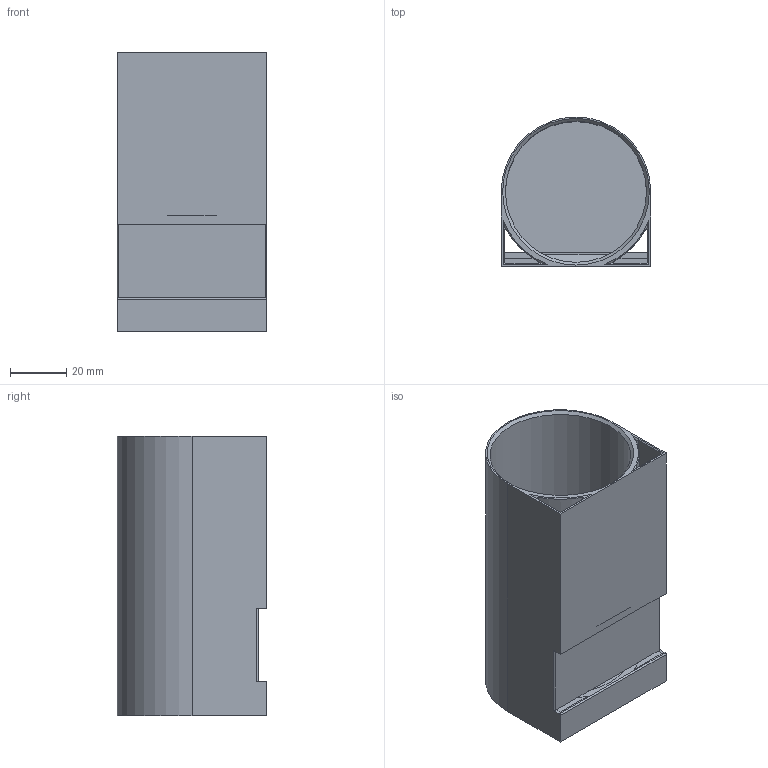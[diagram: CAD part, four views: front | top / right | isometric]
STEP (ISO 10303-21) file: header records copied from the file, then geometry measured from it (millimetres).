
FILE_DESCRIPTION(('HOOPS Exchange Step'),'2;1');
FILE_NAME('temp_export','2024-06-19T22:53:11+20:00',('vinesh'),('Shapr3D Limited'),'HOOPS Exchange 2024.2','Shapr3D','Authorized');
FILE_SCHEMA( ('AUTOMOTIVE_DESIGN { 1 0 10303 214 1 1 1 1 }') );
Length unit declared in the file: millimetre
Products named in the file (2): Desk Pencil-Marker Holder.step; root
Assembly tree (1 placements, depth 2):
  root
    Desk Pencil-Marker Holder.step
Bounding box: 53.02 x 53 x 99 mm (x, y, z)
Volume: 46074.8 mm3; surface area: 47499.1 mm2
Topology: 4 solids, 4 shells, 68 faces, 195 edges, 127 vertices
Faces by surface type: plane 46, cylinder 19, cone 3
Full cylindrical faces by diameter (mm): 50 x1
Entity records: 2394 total; most frequent: CARTESIAN_POINT 552, ORIENTED_EDGE 390, DIRECTION 354, EDGE_CURVE 195, VECTOR 132, LINE 132, VERTEX_POINT 127, AXIS2_PLACEMENT_3D 111
